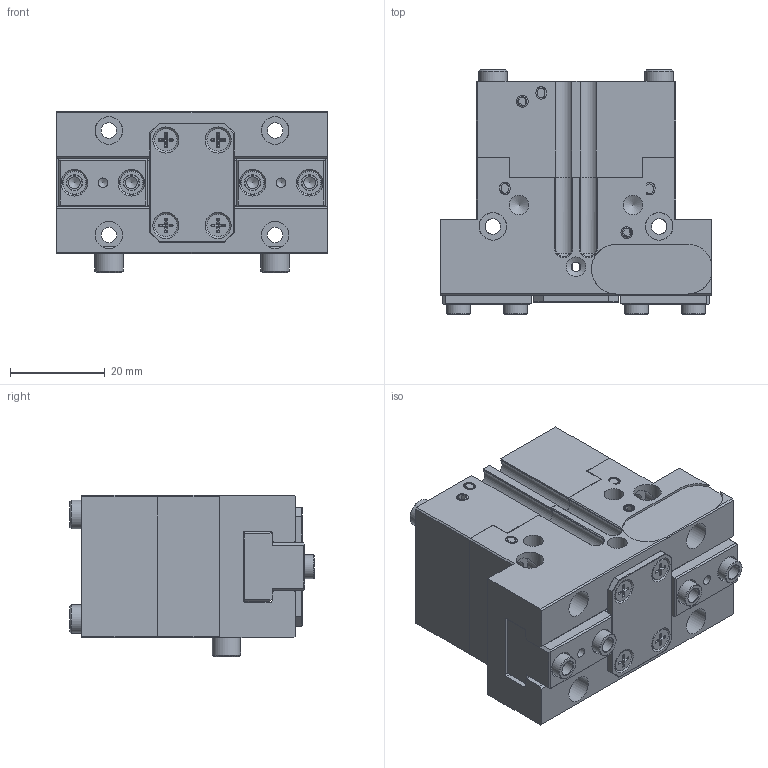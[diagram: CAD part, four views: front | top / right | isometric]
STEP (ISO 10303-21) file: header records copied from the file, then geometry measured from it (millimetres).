
FILE_DESCRIPTION(/* description */ ('ASSIEME CORSA 4 mm PER GRIFFA SIC. APERTURA'),/* implementation_level */ '2;1');
FILE_NAME(/* name */ 'OPP-50 C1- MC.stp',/* time_stamp */ '2021-02-01T10:05:41+01:00',/* author */ ('e.orio2'),/* organization */ ('TERMOMACCHINE s.r.l.'),/* preprocessor_version */ 'ST-DEVELOPER v17',/* originating_system */ 'Autodesk Inventor 2019',/* authorisation */ '');
FILE_SCHEMA (('AUTOMOTIVE_DESIGN { 1 0 10303 214 3 1 1 }'));
Length unit declared in the file: millimetre
Products named in the file (10): OPP-50 C1-MC-cliente; OPP50-CORPO-cliente; PZP50-GRIFFA C1; PGP-50-COPERCHIO; PGP-50-FONDELLO-MC-MA-cliente; ISO 4762  - M3 x 16; DIN 913 - M3 x 3; ISO 7046-1  - M2,5 x 5 - 4.8 - H; BOCCOLA 6H7L5; BOCCOLA 5H7L4.4
Assembly tree (29 placements, depth 2):
  OPP-50 C1-MC-cliente
    OPP50-CORPO-cliente
    PZP50-GRIFFA C1  x2
    PGP-50-COPERCHIO
    PGP-50-FONDELLO-MC-MA-cliente
    ISO 4762  - M3 x 16  x4
    DIN 913 - M3 x 3  x6
    ISO 7046-1  - M2,5 x 5 - 4.8 - H  x4
    BOCCOLA 6H7L5  x6
    BOCCOLA 5H7L4.4  x4
Bounding box: 57 x 51.5 x 33.9 mm (x, y, z)
Volume: 56940.9 mm3; surface area: 29718.1 mm2
Topology: 29 solids, 29 shells, 836 faces, 2259 edges, 1510 vertices
Faces by surface type: plane 367, cylinder 167, cone 156, bspline 118, torus 28
Full cylindrical faces by diameter (mm): 2 x2, 2.013 x2, 2.224 x4, 2.459 x24, 2.5 x5, 2.7 x4, 3 x11, 3.2 x4, 3.242 x4, 3.3 x6, 3.5 x4, 4 x4, 4.134 x6, 4.2 x6, 4.3 x4, 4.7 x4, 5 x8, 5.5 x4, 5.8 x14, 6 x14
Entity records: 19291 total; most frequent: CARTESIAN_POINT 5177, ORIENTED_EDGE 2972, DIRECTION 2543, EDGE_CURVE 1486, VERTEX_POINT 1018, AXIS2_PLACEMENT_3D 894, LINE 755, VECTOR 755
